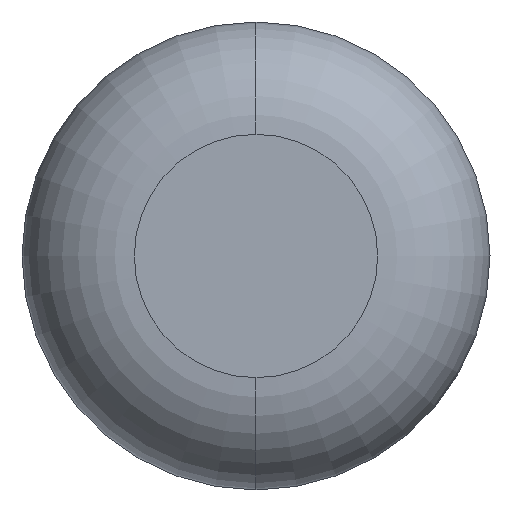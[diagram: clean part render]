
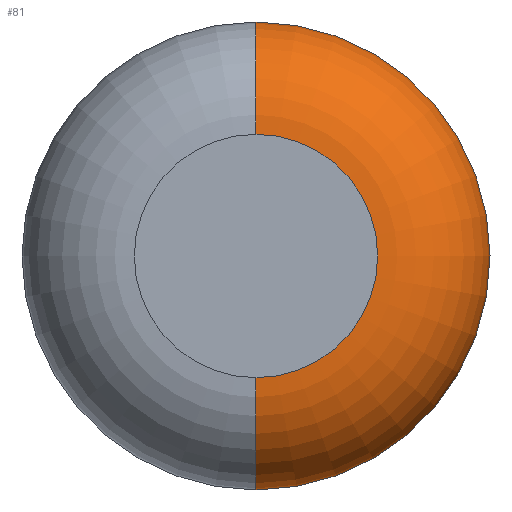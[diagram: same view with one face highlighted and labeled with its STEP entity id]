
A CAD part, front view. The second image highlights one B-rep face of the part: STEP entity #81.
In plain terms, the highlighted toroidal (fillet/blend) face has major radius 1.651 mm and minor radius 1.524 mm.
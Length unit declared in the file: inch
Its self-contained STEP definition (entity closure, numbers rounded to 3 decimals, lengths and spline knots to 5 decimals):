
#12 = ORIENTED_EDGE ( 'NONE', *, *, #211, .T. ) ;
#13 = DIRECTION ( 'NONE',  ( 0., -1., 0. ) ) ;
#44 = EDGE_CURVE ( 'NONE', #137, #527, #435, .T. ) ;
#73 = AXIS2_PLACEMENT_3D ( 'NONE', #487, #440, #400 ) ;
#81 = ADVANCED_FACE ( 'NONE', ( #395 ), #543, .T. ) ;
#137 = VERTEX_POINT ( 'NONE', #173 ) ;
#140 = CARTESIAN_POINT ( 'NONE',  ( 0., 0., 0. ) ) ;
#144 = DIRECTION ( 'NONE',  ( 0., 0., -1. ) ) ;
#170 = AXIS2_PLACEMENT_3D ( 'NONE', #140, #13, #144 ) ;
#173 = CARTESIAN_POINT ( 'NONE',  ( 0., 0.06, -0.125 ) ) ;
#174 = ORIENTED_EDGE ( 'NONE', *, *, #44, .T. ) ;
#181 = EDGE_CURVE ( 'NONE', #223, #373, #377, .T. ) ;
#186 = CIRCLE ( 'NONE', #497, 0.06 ) ;
#188 = CARTESIAN_POINT ( 'NONE',  ( 0., 0.06, 0. ) ) ;
#206 = CARTESIAN_POINT ( 'NONE',  ( 0., 0., 0.065 ) ) ;
#211 = EDGE_CURVE ( 'NONE', #527, #373, #186, .T. ) ;
#217 = CARTESIAN_POINT ( 'NONE',  ( 0., 0.06, 0.125 ) ) ;
#222 = EDGE_LOOP ( 'NONE', ( #174, #12, #474, #484 ) ) ;
#223 = VERTEX_POINT ( 'NONE', #545 ) ;
#258 = DIRECTION ( 'NONE',  ( 1., 0., 0. ) ) ;
#259 = DIRECTION ( 'NONE',  ( 0., 0., -1. ) ) ;
#260 = DIRECTION ( 'NONE',  ( 0., -1., 0. ) ) ;
#322 = CIRCLE ( 'NONE', #73, 0.06 ) ;
#343 = CARTESIAN_POINT ( 'NONE',  ( 0., 0.06, 0. ) ) ;
#357 = DIRECTION ( 'NONE',  ( 0., -1., 0. ) ) ;
#373 = VERTEX_POINT ( 'NONE', #206 ) ;
#377 = CIRCLE ( 'NONE', #170, 0.065 ) ;
#390 = AXIS2_PLACEMENT_3D ( 'NONE', #343, #260, #517 ) ;
#395 = FACE_OUTER_BOUND ( 'NONE', #222, .T. ) ;
#400 = DIRECTION ( 'NONE',  ( 0., 0., 1. ) ) ;
#435 = CIRCLE ( 'NONE', #537, 0.125 ) ;
#440 = DIRECTION ( 'NONE',  ( -1., 0., 0. ) ) ;
#444 = EDGE_CURVE ( 'NONE', #137, #223, #322, .T. ) ;
#459 = CARTESIAN_POINT ( 'NONE',  ( 0., 0.06, 0.065 ) ) ;
#474 = ORIENTED_EDGE ( 'NONE', *, *, #181, .F. ) ;
#484 = ORIENTED_EDGE ( 'NONE', *, *, #444, .F. ) ;
#487 = CARTESIAN_POINT ( 'NONE',  ( 0., 0.06, -0.065 ) ) ;
#497 = AXIS2_PLACEMENT_3D ( 'NONE', #459, #258, #259 ) ;
#517 = DIRECTION ( 'NONE',  ( 0., 0., -1. ) ) ;
#525 = DIRECTION ( 'NONE',  ( 0., 0., -1. ) ) ;
#527 = VERTEX_POINT ( 'NONE', #217 ) ;
#537 = AXIS2_PLACEMENT_3D ( 'NONE', #188, #357, #525 ) ;
#543 = TOROIDAL_SURFACE ( 'NONE', #390, 0.065, 0.06 ) ;
#545 = CARTESIAN_POINT ( 'NONE',  ( 0., 0., -0.065 ) ) ;
